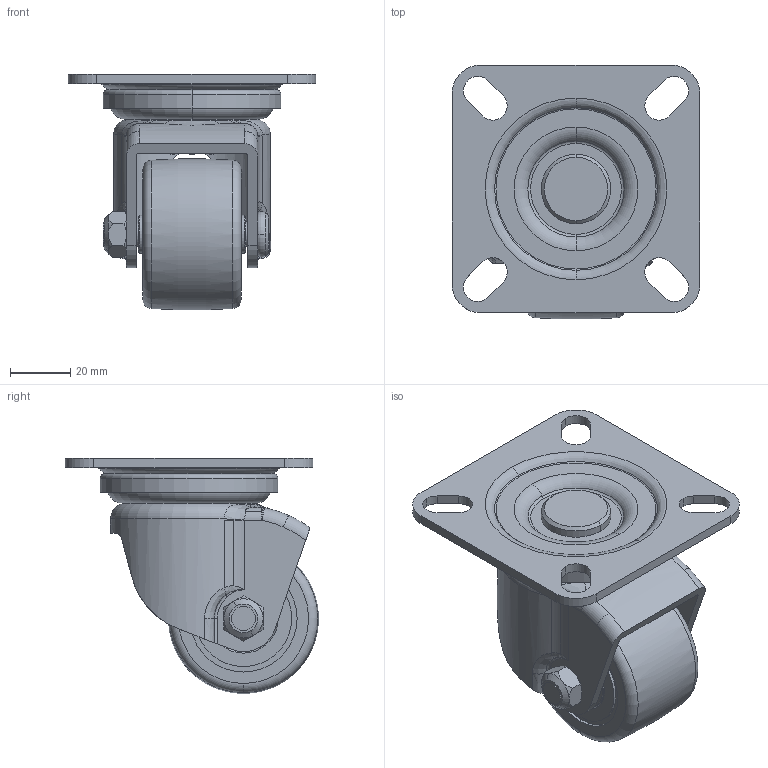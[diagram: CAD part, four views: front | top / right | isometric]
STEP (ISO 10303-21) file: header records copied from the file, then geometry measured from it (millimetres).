
FILE_DESCRIPTION (( 'STEP AP203' ), '1' );
FILE_NAME ('K-300HJ-50.STEP', '2010-02-22T04:45:23', ( ' ' ), ( ' ' ), 'SwSTEP 2.0', 'SolidWorks 2007', '' );
FILE_SCHEMA (( 'CONFIG_CONTROL_DESIGN' ));
Length unit declared in the file: millimetre
Products named in the file (7): 嬍拱絒11_棉太倌; 揤斅[_棉太倌; K-300HJ-50; YN[16]_蹬怮椔; ﾍﾞｱﾘﾝｸﾞ608ZMF[15]_ﾃﾞﾌｫﾙﾄ; ﾍﾞｱﾘﾝｸﾞ608ZMF[15]-1_ﾃﾞﾌｫﾙﾄ; 憔昉[14]_蹬怮椔
Assembly tree (6 placements, depth 2):
  K-300HJ-50
    憔昉[14]_蹬怮椔
    嬍拱絒11_棉太倌
    揤斅[_棉太倌
    YN[16]_蹬怮椔
    ﾍﾞｱﾘﾝｸﾞ608ZMF[15]_ﾃﾞﾌｫﾙﾄ
    ﾍﾞｱﾘﾝｸﾞ608ZMF[15]-1_ﾃﾞﾌｫﾙﾄ
Bounding box: 82 x 83.94 x 77.95 mm (x, y, z)
Volume: 120616.2 mm3; surface area: 55255.8 mm2
Topology: 6 solids, 6 shells, 400 faces, 923 edges, 551 vertices
Faces by surface type: cylinder 121, torus 94, plane 88, bspline 56, cone 41
Entity records: 19120 total; most frequent: CARTESIAN_POINT 9623, DIRECTION 1862, ORIENTED_EDGE 1824, EDGE_CURVE 912, AXIS2_PLACEMENT_3D 809, VERTEX_POINT 551, CIRCLE 456, EDGE_LOOP 447
